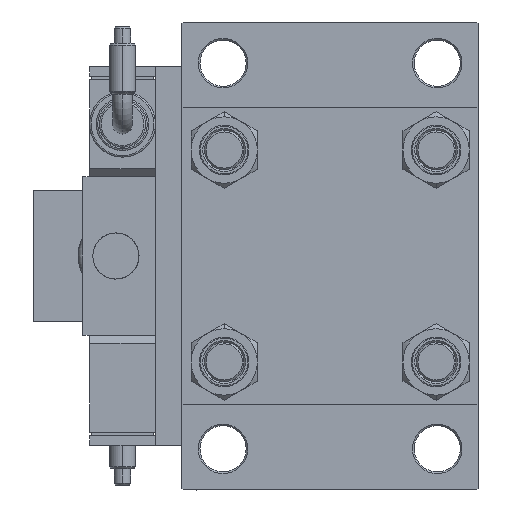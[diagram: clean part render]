
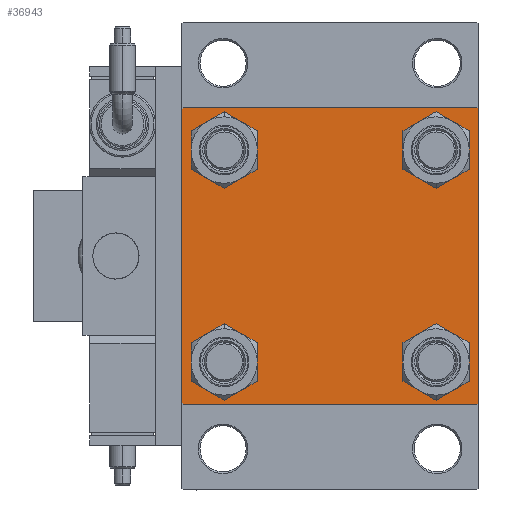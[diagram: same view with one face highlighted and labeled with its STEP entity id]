
A CAD part, left-side view. The second image highlights one B-rep face of the part: STEP entity #36943.
In plain terms, the highlighted planar face has unit normal (-1, 0, 0).
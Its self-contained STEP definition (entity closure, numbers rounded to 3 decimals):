
#235 = CARTESIAN_POINT ( 'NONE',  ( 0., 45., -45. ) ) ;
#1178 = DIRECTION ( 'NONE',  ( 0., 0., 1. ) ) ;
#1193 = DIRECTION ( 'NONE',  ( 0., 0., 1. ) ) ;
#1247 = CARTESIAN_POINT ( 'NONE',  ( 0., -44.5, 45. ) ) ;
#1743 = CARTESIAN_POINT ( 'NONE',  ( 0., -32.15, 32.15 ) ) ;
#2013 = AXIS2_PLACEMENT_3D ( 'NONE', #1743, #23816, #1178 ) ;
#2610 = CARTESIAN_POINT ( 'NONE',  ( 0., 0., 0. ) ) ;
#2741 = EDGE_CURVE ( 'NONE', #13808, #4545, #12473, .T. ) ;
#4062 = DIRECTION ( 'NONE',  ( 0., 0., 1. ) ) ;
#4227 = DIRECTION ( 'NONE',  ( 0., 0.707, -0.707 ) ) ;
#4345 = EDGE_CURVE ( 'NONE', #44854, #21739, #14726, .T. ) ;
#4545 = VERTEX_POINT ( 'NONE', #22579 ) ;
#5022 = CARTESIAN_POINT ( 'NONE',  ( 0., 45., 45. ) ) ;
#5623 = AXIS2_PLACEMENT_3D ( 'NONE', #47545, #38661, #17428 ) ;
#5875 = CIRCLE ( 'NONE', #27861, 6.5 ) ;
#6055 = EDGE_CURVE ( 'NONE', #15891, #29416, #55066, .T. ) ;
#6906 = ORIENTED_EDGE ( 'NONE', *, *, #31010, .T. ) ;
#7170 = CARTESIAN_POINT ( 'NONE',  ( 0., 44.75, -44.75 ) ) ;
#7672 = EDGE_LOOP ( 'NONE', ( #22775, #31441 ) ) ;
#7993 = LINE ( 'NONE', #33515, #44259 ) ;
#8850 = AXIS2_PLACEMENT_3D ( 'NONE', #27889, #10397, #32180 ) ;
#9020 = VERTEX_POINT ( 'NONE', #41091 ) ;
#9417 = CIRCLE ( 'NONE', #2013, 6.5 ) ;
#10085 = EDGE_CURVE ( 'NONE', #49243, #36437, #13128, .T. ) ;
#10325 = CARTESIAN_POINT ( 'NONE',  ( 0., 44.5, -45. ) ) ;
#10397 = DIRECTION ( 'NONE',  ( 1., 0., 0. ) ) ;
#11267 = VECTOR ( 'NONE', #29506, 1000. ) ;
#11346 = CARTESIAN_POINT ( 'NONE',  ( 0., 32.15, -38.65 ) ) ;
#11521 = EDGE_CURVE ( 'NONE', #29416, #15891, #5875, .T. ) ;
#12431 = VERTEX_POINT ( 'NONE', #48589 ) ;
#12459 = AXIS2_PLACEMENT_3D ( 'NONE', #2610, #45645, #16101 ) ;
#12473 = LINE ( 'NONE', #42007, #35652 ) ;
#12543 = CIRCLE ( 'NONE', #8850, 6.5 ) ;
#12693 = CARTESIAN_POINT ( 'NONE',  ( 0., 45., 44.5 ) ) ;
#13128 = CIRCLE ( 'NONE', #38747, 6.5 ) ;
#13358 = DIRECTION ( 'NONE',  ( 0., 0., -1. ) ) ;
#13808 = VERTEX_POINT ( 'NONE', #14022 ) ;
#14022 = CARTESIAN_POINT ( 'NONE',  ( 0., -44.5, -45. ) ) ;
#14356 = CARTESIAN_POINT ( 'NONE',  ( 0., 45., 45. ) ) ;
#14726 = CIRCLE ( 'NONE', #23850, 6.5 ) ;
#14779 = CARTESIAN_POINT ( 'NONE',  ( 0., 32.15, -25.65 ) ) ;
#14869 = ORIENTED_EDGE ( 'NONE', *, *, #17539, .F. ) ;
#15132 = VECTOR ( 'NONE', #4227, 1000. ) ;
#15322 = EDGE_LOOP ( 'NONE', ( #36487, #32933, #39831, #44744, #47518, #6906, #14869, #22210 ) ) ;
#15891 = VERTEX_POINT ( 'NONE', #34407 ) ;
#16101 = DIRECTION ( 'NONE',  ( 0., 0., 1. ) ) ;
#16273 = EDGE_CURVE ( 'NONE', #16698, #42720, #16577, .T. ) ;
#16577 = LINE ( 'NONE', #46976, #15132 ) ;
#16698 = VERTEX_POINT ( 'NONE', #47484 ) ;
#17426 = EDGE_LOOP ( 'NONE', ( #56479, #49818 ) ) ;
#17428 = DIRECTION ( 'NONE',  ( 0., 0., 1. ) ) ;
#17539 = EDGE_CURVE ( 'NONE', #16698, #40046, #36412, .T. ) ;
#20566 = EDGE_CURVE ( 'NONE', #53213, #44359, #12543, .T. ) ;
#21739 = VERTEX_POINT ( 'NONE', #41085 ) ;
#22051 = LINE ( 'NONE', #235, #11267 ) ;
#22210 = ORIENTED_EDGE ( 'NONE', *, *, #16273, .T. ) ;
#22579 = CARTESIAN_POINT ( 'NONE',  ( 0., -45., -44.5 ) ) ;
#22693 = LINE ( 'NONE', #22977, #52442 ) ;
#22775 = ORIENTED_EDGE ( 'NONE', *, *, #52993, .T. ) ;
#22854 = DIRECTION ( 'NONE',  ( 0., 0., 1. ) ) ;
#22977 = CARTESIAN_POINT ( 'NONE',  ( 0., -45., 45. ) ) ;
#23000 = DIRECTION ( 'NONE',  ( 1., 0., 0. ) ) ;
#23136 = CARTESIAN_POINT ( 'NONE',  ( 0., 32.15, 32.15 ) ) ;
#23816 = DIRECTION ( 'NONE',  ( 1., 0., 0. ) ) ;
#23850 = AXIS2_PLACEMENT_3D ( 'NONE', #32711, #23000, #1193 ) ;
#27100 = EDGE_CURVE ( 'NONE', #9020, #4545, #22693, .T. ) ;
#27351 = EDGE_CURVE ( 'NONE', #30964, #13808, #22051, .T. ) ;
#27861 = AXIS2_PLACEMENT_3D ( 'NONE', #31292, #35863, #53381 ) ;
#27889 = CARTESIAN_POINT ( 'NONE',  ( 0., 32.15, -32.15 ) ) ;
#27999 = EDGE_CURVE ( 'NONE', #36437, #49243, #9417, .T. ) ;
#28342 = EDGE_CURVE ( 'NONE', #12431, #30964, #46469, .T. ) ;
#29277 = FACE_BOUND ( 'NONE', #7672, .T. ) ;
#29416 = VERTEX_POINT ( 'NONE', #31599 ) ;
#29506 = DIRECTION ( 'NONE',  ( 0., -1., 0. ) ) ;
#29952 = DIRECTION ( 'NONE',  ( 0., -0.707, 0.707 ) ) ;
#30824 = EDGE_LOOP ( 'NONE', ( #49914, #36235 ) ) ;
#30964 = VERTEX_POINT ( 'NONE', #10325 ) ;
#31010 = EDGE_CURVE ( 'NONE', #9020, #40046, #7993, .T. ) ;
#31064 = ORIENTED_EDGE ( 'NONE', *, *, #20566, .T. ) ;
#31257 = AXIS2_PLACEMENT_3D ( 'NONE', #35388, #52327, #35105 ) ;
#31292 = CARTESIAN_POINT ( 'NONE',  ( 0., -32.15, -32.15 ) ) ;
#31385 = CARTESIAN_POINT ( 'NONE',  ( 0., -32.15, 38.65 ) ) ;
#31400 = LINE ( 'NONE', #5022, #47977 ) ;
#31441 = ORIENTED_EDGE ( 'NONE', *, *, #4345, .T. ) ;
#31599 = CARTESIAN_POINT ( 'NONE',  ( 0., -32.15, -25.65 ) ) ;
#32164 = CIRCLE ( 'NONE', #31257, 6.5 ) ;
#32180 = DIRECTION ( 'NONE',  ( 0., 0., 1. ) ) ;
#32711 = CARTESIAN_POINT ( 'NONE',  ( 0., 32.15, 32.15 ) ) ;
#32841 = EDGE_CURVE ( 'NONE', #42720, #12431, #31400, .T. ) ;
#32933 = ORIENTED_EDGE ( 'NONE', *, *, #28342, .T. ) ;
#33023 = CARTESIAN_POINT ( 'NONE',  ( 0., 32.15, 25.65 ) ) ;
#33515 = CARTESIAN_POINT ( 'NONE',  ( 0., -44.75, 44.75 ) ) ;
#34407 = CARTESIAN_POINT ( 'NONE',  ( 0., -32.15, -38.65 ) ) ;
#35105 = DIRECTION ( 'NONE',  ( 0., 0., 1. ) ) ;
#35284 = VECTOR ( 'NONE', #40737, 1000. ) ;
#35388 = CARTESIAN_POINT ( 'NONE',  ( 0., 32.15, -32.15 ) ) ;
#35652 = VECTOR ( 'NONE', #29952, 1000. ) ;
#35710 = CIRCLE ( 'NONE', #47640, 6.5 ) ;
#35863 = DIRECTION ( 'NONE',  ( 1., 0., 0. ) ) ;
#36235 = ORIENTED_EDGE ( 'NONE', *, *, #6055, .T. ) ;
#36412 = LINE ( 'NONE', #14356, #35284 ) ;
#36437 = VERTEX_POINT ( 'NONE', #31385 ) ;
#36487 = ORIENTED_EDGE ( 'NONE', *, *, #32841, .T. ) ;
#36943 = ADVANCED_FACE ( 'NONE', ( #46487, #54245, #49952, #29277, #51073 ), #55375, .T. ) ;
#38661 = DIRECTION ( 'NONE',  ( 1., 0., 0. ) ) ;
#38747 = AXIS2_PLACEMENT_3D ( 'NONE', #47095, #47652, #4062 ) ;
#39260 = EDGE_LOOP ( 'NONE', ( #50854, #31064 ) ) ;
#39831 = ORIENTED_EDGE ( 'NONE', *, *, #27351, .T. ) ;
#40046 = VERTEX_POINT ( 'NONE', #1247 ) ;
#40737 = DIRECTION ( 'NONE',  ( 0., -1., 0. ) ) ;
#41085 = CARTESIAN_POINT ( 'NONE',  ( 0., 32.15, 38.65 ) ) ;
#41091 = CARTESIAN_POINT ( 'NONE',  ( 0., -45., 44.5 ) ) ;
#42007 = CARTESIAN_POINT ( 'NONE',  ( 0., -44.75, -44.75 ) ) ;
#42720 = VERTEX_POINT ( 'NONE', #12693 ) ;
#44259 = VECTOR ( 'NONE', #51578, 1000. ) ;
#44359 = VERTEX_POINT ( 'NONE', #14779 ) ;
#44744 = ORIENTED_EDGE ( 'NONE', *, *, #2741, .T. ) ;
#44854 = VERTEX_POINT ( 'NONE', #33023 ) ;
#45044 = DIRECTION ( 'NONE',  ( 0., 0., -1. ) ) ;
#45645 = DIRECTION ( 'NONE',  ( -1., 0., 0. ) ) ;
#46469 = LINE ( 'NONE', #7170, #54206 ) ;
#46487 = FACE_BOUND ( 'NONE', #17426, .T. ) ;
#46976 = CARTESIAN_POINT ( 'NONE',  ( 0., 44.75, 44.75 ) ) ;
#47095 = CARTESIAN_POINT ( 'NONE',  ( 0., -32.15, 32.15 ) ) ;
#47484 = CARTESIAN_POINT ( 'NONE',  ( 0., 44.5, 45. ) ) ;
#47518 = ORIENTED_EDGE ( 'NONE', *, *, #27100, .F. ) ;
#47545 = CARTESIAN_POINT ( 'NONE',  ( 0., -32.15, -32.15 ) ) ;
#47640 = AXIS2_PLACEMENT_3D ( 'NONE', #23136, #48648, #22854 ) ;
#47652 = DIRECTION ( 'NONE',  ( 1., 0., 0. ) ) ;
#47977 = VECTOR ( 'NONE', #13358, 1000. ) ;
#48299 = CARTESIAN_POINT ( 'NONE',  ( 0., -32.15, 25.65 ) ) ;
#48589 = CARTESIAN_POINT ( 'NONE',  ( 0., 45., -44.5 ) ) ;
#48648 = DIRECTION ( 'NONE',  ( 1., 0., 0. ) ) ;
#49243 = VERTEX_POINT ( 'NONE', #48299 ) ;
#49818 = ORIENTED_EDGE ( 'NONE', *, *, #10085, .T. ) ;
#49914 = ORIENTED_EDGE ( 'NONE', *, *, #11521, .T. ) ;
#49952 = FACE_BOUND ( 'NONE', #39260, .T. ) ;
#50854 = ORIENTED_EDGE ( 'NONE', *, *, #55832, .T. ) ;
#51073 = FACE_OUTER_BOUND ( 'NONE', #15322, .T. ) ;
#51578 = DIRECTION ( 'NONE',  ( 0., 0.707, 0.707 ) ) ;
#52327 = DIRECTION ( 'NONE',  ( 1., 0., 0. ) ) ;
#52442 = VECTOR ( 'NONE', #45044, 1000. ) ;
#52993 = EDGE_CURVE ( 'NONE', #21739, #44854, #35710, .T. ) ;
#53213 = VERTEX_POINT ( 'NONE', #11346 ) ;
#53381 = DIRECTION ( 'NONE',  ( 0., 0., 1. ) ) ;
#54206 = VECTOR ( 'NONE', #55918, 1000. ) ;
#54245 = FACE_BOUND ( 'NONE', #30824, .T. ) ;
#55066 = CIRCLE ( 'NONE', #5623, 6.5 ) ;
#55375 = PLANE ( 'NONE',  #12459 ) ;
#55832 = EDGE_CURVE ( 'NONE', #44359, #53213, #32164, .T. ) ;
#55918 = DIRECTION ( 'NONE',  ( 0., -0.707, -0.707 ) ) ;
#56479 = ORIENTED_EDGE ( 'NONE', *, *, #27999, .T. ) ;
